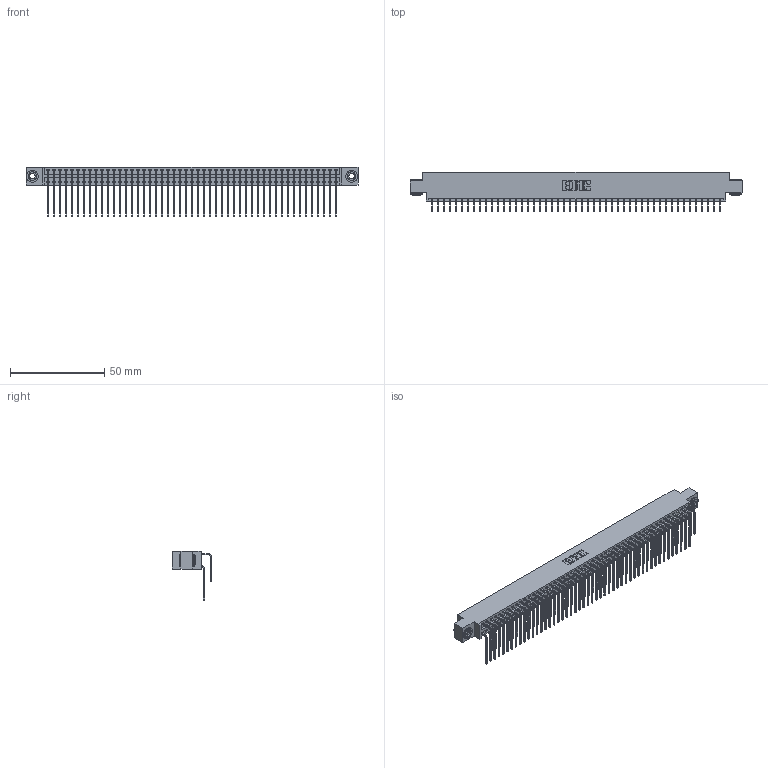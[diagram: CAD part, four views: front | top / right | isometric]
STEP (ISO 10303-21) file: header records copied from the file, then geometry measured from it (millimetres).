
FILE_DESCRIPTION (( 'STEP AP203' ), '1' );
FILE_NAME ('346-098-559-803.STEP', '2022-05-26T19:19:20', ( '' ), ( '' ), 'SwSTEP 2.0', 'SolidWorks 2020', '' );
FILE_SCHEMA (( 'CONFIG_CONTROL_DESIGN' ));
Length unit declared in the file: inch
Products named in the file (5): 345-292-001_558 559 Tail - 1; 346 Part_0.170 Offset - 0.156 Dia-TH; 346-098-559-803; 345-292-001_559 Tail - 2; 345-250-002_345-250-002-102
Assembly tree (101 placements, depth 2):
  346-098-559-803
    346 Part_0.170 Offset - 0.156 Dia-TH
    345-292-001_558 559 Tail - 1  x49
    345-292-001_559 Tail - 2  x49
    345-250-002_345-250-002-102  x2
Bounding box: 176.15 x 20.89 x 26.16 mm (x, y, z)
Volume: 17643.1 mm3; surface area: 27502.1 mm2
Topology: 101 solids, 101 shells, 5470 faces, 16231 edges, 10686 vertices
Faces by surface type: plane 3730, cylinder 1732, cone 8
Entity records: 34018 total; most frequent: CARTESIAN_POINT 5632, ORIENTED_EDGE 5506, DIRECTION 5015, EDGE_CURVE 2753, VECTOR 2361, LINE 2361, VERTEX_POINT 1830, AXIS2_PLACEMENT_3D 1327
